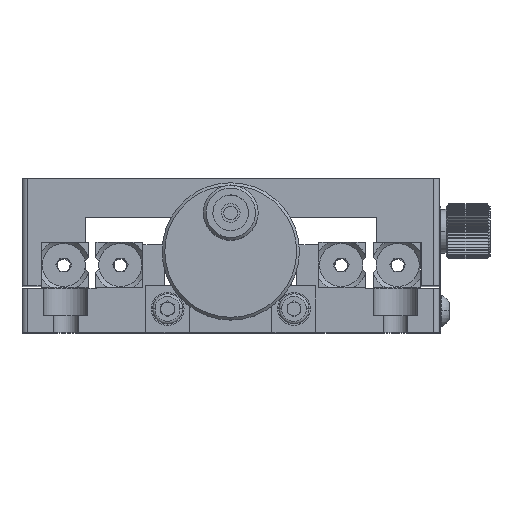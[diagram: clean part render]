
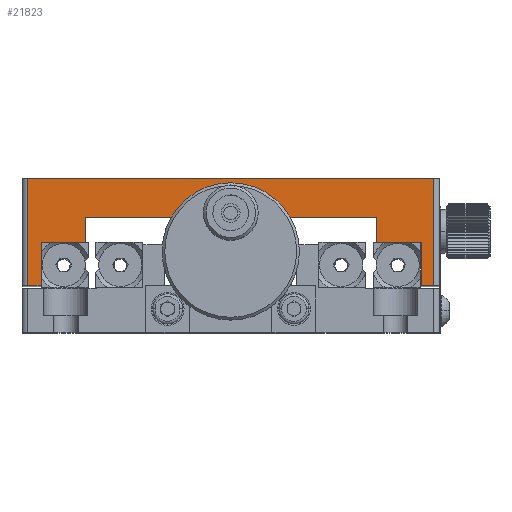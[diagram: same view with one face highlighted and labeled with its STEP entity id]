
A CAD part, top view. The second image highlights one B-rep face of the part: STEP entity #21823.
In plain terms, the highlighted planar face has unit normal (0, 0, 1).
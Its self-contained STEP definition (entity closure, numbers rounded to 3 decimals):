
#7 = CARTESIAN_POINT ( 'NONE',  ( -32.467, 23.556, 114. ) ) ;
#709 = VERTEX_POINT ( 'NONE', #37212 ) ;
#721 = VECTOR ( 'NONE', #962, 1000. ) ;
#934 = CARTESIAN_POINT ( 'NONE',  ( 39.233, 4.056, 114. ) ) ;
#962 = DIRECTION ( 'NONE',  ( 0., -1., 0. ) ) ;
#1663 = VECTOR ( 'NONE', #30658, 1000. ) ;
#2034 = VECTOR ( 'NONE', #7229, 1000. ) ;
#2524 = CARTESIAN_POINT ( 'NONE',  ( -29.967, 11.956, 114. ) ) ;
#2642 = DIRECTION ( 'NONE',  ( -1., 0., 0. ) ) ;
#3789 = CARTESIAN_POINT ( 'NONE',  ( -29.967, 11.956, 114. ) ) ;
#5352 = CARTESIAN_POINT ( 'NONE',  ( 41.533, 23.556, 114. ) ) ;
#5505 = PLANE ( 'NONE',  #18375 ) ;
#5510 = EDGE_CURVE ( 'NONE', #14330, #10838, #31507, .T. ) ;
#5870 = ORIENTED_EDGE ( 'NONE', *, *, #22642, .T. ) ;
#6768 = DIRECTION ( 'NONE',  ( 1., 0., 0. ) ) ;
#7229 = DIRECTION ( 'NONE',  ( 1., 0., 0. ) ) ;
#7847 = EDGE_CURVE ( 'NONE', #23378, #14330, #20514, .T. ) ;
#8345 = DIRECTION ( 'NONE',  ( 0., 1., 0. ) ) ;
#8411 = LINE ( 'NONE', #25342, #38306 ) ;
#9172 = VERTEX_POINT ( 'NONE', #16471 ) ;
#9538 = EDGE_CURVE ( 'NONE', #27585, #9172, #8411, .T. ) ;
#9597 = LINE ( 'NONE', #3789, #1663 ) ;
#9600 = LINE ( 'NONE', #36957, #25471 ) ;
#9934 = LINE ( 'NONE', #13083, #2034 ) ;
#10443 = FACE_OUTER_BOUND ( 'NONE', #26120, .T. ) ;
#10774 = ORIENTED_EDGE ( 'NONE', *, *, #23048, .T. ) ;
#10838 = VERTEX_POINT ( 'NONE', #7 ) ;
#13083 = CARTESIAN_POINT ( 'NONE',  ( 31.033, 16.556, 114. ) ) ;
#13968 = CARTESIAN_POINT ( 'NONE',  ( 42.533, 4.056, 114. ) ) ;
#14330 = VERTEX_POINT ( 'NONE', #27948 ) ;
#14496 = VERTEX_POINT ( 'NONE', #2524 ) ;
#14948 = VERTEX_POINT ( 'NONE', #28802 ) ;
#15186 = DIRECTION ( 'NONE',  ( -1., 0., 0. ) ) ;
#15195 = CARTESIAN_POINT ( 'NONE',  ( -29.967, 4.056, 114. ) ) ;
#15400 = ORIENTED_EDGE ( 'NONE', *, *, #32787, .F. ) ;
#15630 = CARTESIAN_POINT ( 'NONE',  ( -21.967, 11.956, 114. ) ) ;
#16471 = CARTESIAN_POINT ( 'NONE',  ( -21.967, 16.556, 114. ) ) ;
#17007 = ORIENTED_EDGE ( 'NONE', *, *, #7847, .T. ) ;
#17680 = ORIENTED_EDGE ( 'NONE', *, *, #5510, .T. ) ;
#18359 = VECTOR ( 'NONE', #6768, 1000. ) ;
#18375 = AXIS2_PLACEMENT_3D ( 'NONE', #38411, #20507, #2642 ) ;
#18633 = CARTESIAN_POINT ( 'NONE',  ( -21.967, 11.956, 114. ) ) ;
#19060 = DIRECTION ( 'NONE',  ( 1., 0., 0. ) ) ;
#19230 = CARTESIAN_POINT ( 'NONE',  ( 31.033, 11.956, 114. ) ) ;
#20507 = DIRECTION ( 'NONE',  ( 0., 0., -1. ) ) ;
#20514 = LINE ( 'NONE', #5352, #35491 ) ;
#20581 = VECTOR ( 'NONE', #29013, 1000. ) ;
#21197 = VECTOR ( 'NONE', #24469, 1000. ) ;
#21474 = CARTESIAN_POINT ( 'NONE',  ( -32.467, 4.056, 114. ) ) ;
#21631 = DIRECTION ( 'NONE',  ( 0., 1., 0. ) ) ;
#21823 = ADVANCED_FACE ( 'NONE', ( #10443 ), #5505, .F. ) ;
#22090 = EDGE_CURVE ( 'NONE', #14496, #27585, #34240, .T. ) ;
#22113 = LINE ( 'NONE', #30484, #21197 ) ;
#22525 = VERTEX_POINT ( 'NONE', #15195 ) ;
#22642 = EDGE_CURVE ( 'NONE', #35475, #709, #26245, .T. ) ;
#23048 = EDGE_CURVE ( 'NONE', #37637, #22525, #9600, .T. ) ;
#23378 = VERTEX_POINT ( 'NONE', #26861 ) ;
#24469 = DIRECTION ( 'NONE',  ( 1., 0., 0. ) ) ;
#24500 = LINE ( 'NONE', #36701, #721 ) ;
#24550 = VECTOR ( 'NONE', #21631, 1000. ) ;
#25316 = VECTOR ( 'NONE', #37131, 1000. ) ;
#25342 = CARTESIAN_POINT ( 'NONE',  ( -21.967, 16.556, 114. ) ) ;
#25471 = VECTOR ( 'NONE', #19060, 1000. ) ;
#26120 = EDGE_LOOP ( 'NONE', ( #17680, #32758, #10774, #32529, #35383, #33350, #37880, #5870, #27421, #15400, #30546, #17007 ) ) ;
#26245 = LINE ( 'NONE', #19230, #25316 ) ;
#26861 = CARTESIAN_POINT ( 'NONE',  ( 41.533, 4.056, 114. ) ) ;
#27038 = EDGE_CURVE ( 'NONE', #10838, #37637, #24500, .T. ) ;
#27421 = ORIENTED_EDGE ( 'NONE', *, *, #29796, .T. ) ;
#27565 = CARTESIAN_POINT ( 'NONE',  ( 31.033, 16.556, 114. ) ) ;
#27585 = VERTEX_POINT ( 'NONE', #18633 ) ;
#27948 = CARTESIAN_POINT ( 'NONE',  ( 41.533, 23.556, 114. ) ) ;
#28221 = EDGE_CURVE ( 'NONE', #14948, #23378, #28486, .T. ) ;
#28318 = VERTEX_POINT ( 'NONE', #35584 ) ;
#28326 = DIRECTION ( 'NONE',  ( 0., 1., 0. ) ) ;
#28486 = LINE ( 'NONE', #13968, #20581 ) ;
#28802 = CARTESIAN_POINT ( 'NONE',  ( 39.233, 4.056, 114. ) ) ;
#29013 = DIRECTION ( 'NONE',  ( 1., 0., 0. ) ) ;
#29796 = EDGE_CURVE ( 'NONE', #709, #28318, #22113, .T. ) ;
#30484 = CARTESIAN_POINT ( 'NONE',  ( 39.033, 11.956, 114. ) ) ;
#30546 = ORIENTED_EDGE ( 'NONE', *, *, #28221, .T. ) ;
#30658 = DIRECTION ( 'NONE',  ( 0., 1., 0. ) ) ;
#31507 = LINE ( 'NONE', #33110, #38546 ) ;
#32529 = ORIENTED_EDGE ( 'NONE', *, *, #32746, .T. ) ;
#32746 = EDGE_CURVE ( 'NONE', #22525, #14496, #9597, .T. ) ;
#32758 = ORIENTED_EDGE ( 'NONE', *, *, #27038, .T. ) ;
#32787 = EDGE_CURVE ( 'NONE', #14948, #28318, #34372, .T. ) ;
#33110 = CARTESIAN_POINT ( 'NONE',  ( -33.467, 23.556, 114. ) ) ;
#33350 = ORIENTED_EDGE ( 'NONE', *, *, #9538, .T. ) ;
#34240 = LINE ( 'NONE', #15630, #18359 ) ;
#34372 = LINE ( 'NONE', #934, #24550 ) ;
#35383 = ORIENTED_EDGE ( 'NONE', *, *, #22090, .T. ) ;
#35475 = VERTEX_POINT ( 'NONE', #27565 ) ;
#35491 = VECTOR ( 'NONE', #8345, 1000. ) ;
#35584 = CARTESIAN_POINT ( 'NONE',  ( 39.233, 11.956, 114. ) ) ;
#36701 = CARTESIAN_POINT ( 'NONE',  ( -32.467, 23.556, 114. ) ) ;
#36957 = CARTESIAN_POINT ( 'NONE',  ( -29.967, 4.056, 114. ) ) ;
#37131 = DIRECTION ( 'NONE',  ( 0., -1., 0. ) ) ;
#37212 = CARTESIAN_POINT ( 'NONE',  ( 31.033, 11.956, 114. ) ) ;
#37637 = VERTEX_POINT ( 'NONE', #21474 ) ;
#37763 = EDGE_CURVE ( 'NONE', #9172, #35475, #9934, .T. ) ;
#37880 = ORIENTED_EDGE ( 'NONE', *, *, #37763, .T. ) ;
#38306 = VECTOR ( 'NONE', #28326, 1000. ) ;
#38411 = CARTESIAN_POINT ( 'NONE',  ( 4.533, 23.556, 114. ) ) ;
#38546 = VECTOR ( 'NONE', #15186, 1000. ) ;
